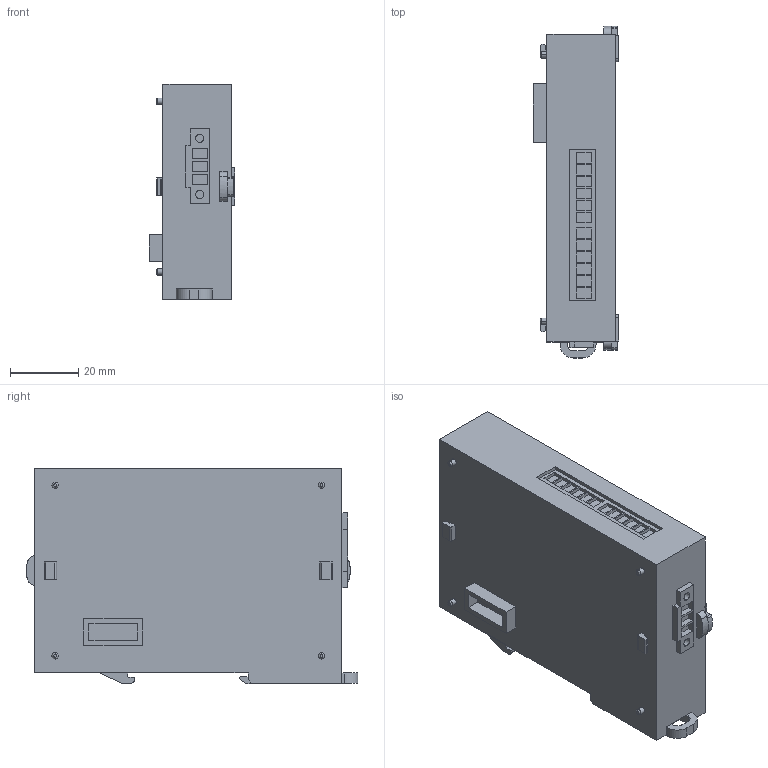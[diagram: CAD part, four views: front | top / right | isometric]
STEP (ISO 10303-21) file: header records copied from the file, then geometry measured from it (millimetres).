
FILE_DESCRIPTION (( 'STEP AP214' ), '1' );
FILE_NAME ('PLC-S-EXA-0400_ÏËÊ S. 4AI ñåðèè ONI.STEP', '2019-03-01T06:34:34', ( '' ), ( '' ), 'SwSTEP 2.0', 'SolidWorks 2014', '' );
FILE_SCHEMA (( 'AUTOMOTIVE_DESIGN' ));
Length unit declared in the file: millimetre
Products named in the file (2): PLC-S-EXA-0400_ÏËÊ S. 4AI ñåðèè ONI
Bounding box: 25 x 97.15 x 63.2 mm (x, y, z)
Volume: 108683.2 mm3; surface area: 19217.4 mm2
Topology: 1 solids, 1 shells, 400 faces, 1021 edges, 676 vertices
Faces by surface type: plane 334, cylinder 58, bspline 8
Entity records: 16498 total; most frequent: CARTESIAN_POINT 2261, ORIENTED_EDGE 2042, DIRECTION 1925, EDGE_CURVE 1021, LINE 877, VECTOR 877, VERTEX_POINT 676, AXIS2_PLACEMENT_3D 524
